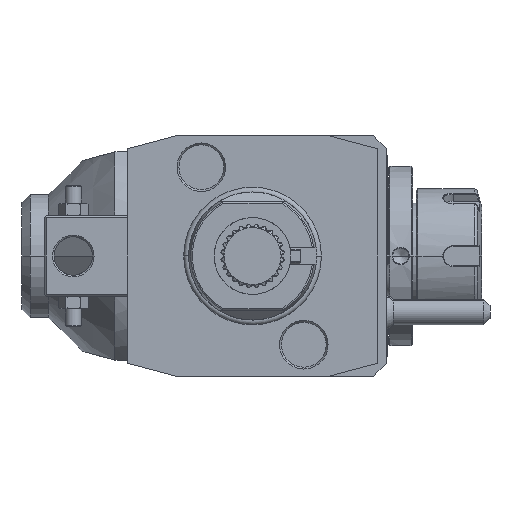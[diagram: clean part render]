
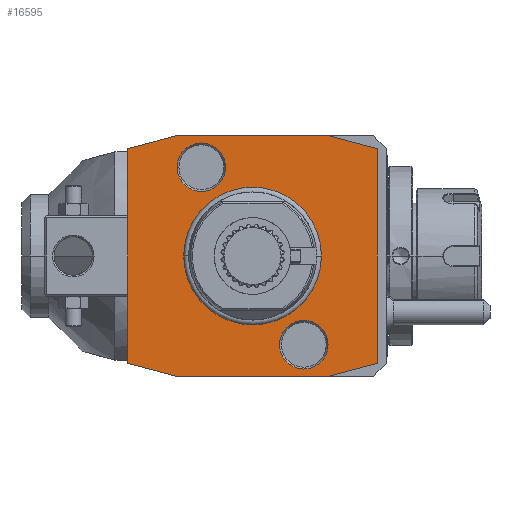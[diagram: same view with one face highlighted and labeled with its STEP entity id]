
A CAD part, front view. The second image highlights one B-rep face of the part: STEP entity #16595.
In plain terms, the highlighted planar face has unit normal (0, -1, 0).
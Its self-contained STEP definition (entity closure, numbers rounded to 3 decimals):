
#1=DIRECTION('',(0.966,0.,-0.259));
#2=VECTOR('',#1,15.529);
#3=CARTESIAN_POINT('',(-39.,0.,-33.481));
#4=LINE('',#3,#2);
#5=DIRECTION('',(0.,0.,-1.));
#6=VECTOR('',#5,66.962);
#7=CARTESIAN_POINT('',(-39.,0.,33.481));
#8=LINE('',#7,#6);
#9=DIRECTION('',(-0.966,0.,-0.259));
#10=VECTOR('',#9,15.529);
#11=CARTESIAN_POINT('',(-24.,0.,37.5));
#12=LINE('',#11,#10);
#13=DIRECTION('',(-1.,0.,0.));
#14=VECTOR('',#13,48.);
#15=CARTESIAN_POINT('',(24.,0.,37.5));
#16=LINE('',#15,#14);
#17=DIRECTION('',(-0.966,0.,0.259));
#18=VECTOR('',#17,15.529);
#19=CARTESIAN_POINT('',(39.,0.,33.481));
#20=LINE('',#19,#18);
#21=DIRECTION('',(0.,0.,1.));
#22=VECTOR('',#21,66.962);
#23=CARTESIAN_POINT('',(39.,0.,-33.481));
#24=LINE('',#23,#22);
#25=DIRECTION('',(0.966,0.,0.259));
#26=VECTOR('',#25,15.529);
#27=CARTESIAN_POINT('',(24.,0.,-37.5));
#28=LINE('',#27,#26);
#29=DIRECTION('',(1.,0.,0.));
#30=VECTOR('',#29,48.);
#31=CARTESIAN_POINT('',(-24.,0.,-37.5));
#32=LINE('',#31,#30);
#33=CARTESIAN_POINT('',(-16.,0.,27.713));
#34=DIRECTION('',(0.,1.,0.));
#35=DIRECTION('',(-1.,0.,0.));
#36=AXIS2_PLACEMENT_3D('',#33,#34,#35);
#38=CARTESIAN_POINT('',(-16.,0.,27.713));
#39=DIRECTION('',(0.,1.,0.));
#40=DIRECTION('',(1.,0.,0.));
#41=AXIS2_PLACEMENT_3D('',#38,#39,#40);
#43=CARTESIAN_POINT('',(16.,0.,-27.713));
#44=DIRECTION('',(0.,1.,0.));
#45=DIRECTION('',(-1.,0.,0.));
#46=AXIS2_PLACEMENT_3D('',#43,#44,#45);
#48=CARTESIAN_POINT('',(16.,0.,-27.713));
#49=DIRECTION('',(0.,1.,0.));
#50=DIRECTION('',(1.,0.,0.));
#51=AXIS2_PLACEMENT_3D('',#48,#49,#50);
#7331=CARTESIAN_POINT('',(0.,0.,0.));
#7332=DIRECTION('',(0.,1.,0.));
#7333=DIRECTION('',(-1.,0.,0.));
#7334=AXIS2_PLACEMENT_3D('',#7331,#7332,#7333);
#7336=CARTESIAN_POINT('',(0.,0.,0.));
#7337=DIRECTION('',(0.,1.,0.));
#7338=DIRECTION('',(1.,0.,0.));
#7339=AXIS2_PLACEMENT_3D('',#7336,#7337,#7338);
#15015=CARTESIAN_POINT('',(-23.577,0.,
27.713));
#15016=CARTESIAN_POINT('',(-8.423,0.,
27.713));
#15017=VERTEX_POINT('',#15015);
#15018=VERTEX_POINT('',#15016);
#15153=CARTESIAN_POINT('',(8.423,0.,
-27.713));
#15154=CARTESIAN_POINT('',(23.577,0.,
-27.713));
#15155=VERTEX_POINT('',#15153);
#15156=VERTEX_POINT('',#15154);
#16050=CARTESIAN_POINT('',(-39.,0.,-33.481));
#16051=CARTESIAN_POINT('',(-24.,0.,-37.5));
#16052=VERTEX_POINT('',#16050);
#16053=VERTEX_POINT('',#16051);
#16054=CARTESIAN_POINT('',(24.,0.,-37.5));
#16055=VERTEX_POINT('',#16054);
#16056=CARTESIAN_POINT('',(39.,0.,-33.481));
#16057=VERTEX_POINT('',#16056);
#16058=CARTESIAN_POINT('',(39.,0.,33.481));
#16059=VERTEX_POINT('',#16058);
#16060=CARTESIAN_POINT('',(24.,0.,37.5));
#16061=VERTEX_POINT('',#16060);
#16062=CARTESIAN_POINT('',(-24.,0.,37.5));
#16063=VERTEX_POINT('',#16062);
#16064=CARTESIAN_POINT('',(-39.,0.,33.481));
#16065=VERTEX_POINT('',#16064);
#16416=CARTESIAN_POINT('',(-21.137,0.,0.));
#16417=CARTESIAN_POINT('',(21.137,0.,0.));
#16418=VERTEX_POINT('',#16416);
#16419=VERTEX_POINT('',#16417);
#16554=CARTESIAN_POINT('',(0.,0.,0.));
#16555=DIRECTION('',(0.,-1.,0.));
#16556=DIRECTION('',(-1.,0.,0.));
#16557=AXIS2_PLACEMENT_3D('',#16554,#16555,#16556);
#16558=PLANE('',#16557);
#16560=ORIENTED_EDGE('',*,*,#16559,.F.);
#16562=ORIENTED_EDGE('',*,*,#16561,.F.);
#16564=ORIENTED_EDGE('',*,*,#16563,.F.);
#16566=ORIENTED_EDGE('',*,*,#16565,.F.);
#16568=ORIENTED_EDGE('',*,*,#16567,.F.);
#16570=ORIENTED_EDGE('',*,*,#16569,.F.);
#16572=ORIENTED_EDGE('',*,*,#16571,.F.);
#16574=ORIENTED_EDGE('',*,*,#16573,.F.);
#16575=EDGE_LOOP('',(#16560,#16562,#16564,#16566,#16568,#16570,#16572,#16574));
#16576=FACE_OUTER_BOUND('',#16575,.F.);
#16578=ORIENTED_EDGE('',*,*,#16577,.F.);
#16580=ORIENTED_EDGE('',*,*,#16579,.F.);
#16581=EDGE_LOOP('',(#16578,#16580));
#16582=FACE_BOUND('',#16581,.F.);
#16584=ORIENTED_EDGE('',*,*,#16583,.F.);
#16586=ORIENTED_EDGE('',*,*,#16585,.F.);
#16587=EDGE_LOOP('',(#16584,#16586));
#16588=FACE_BOUND('',#16587,.F.);
#16590=ORIENTED_EDGE('',*,*,#16589,.F.);
#16592=ORIENTED_EDGE('',*,*,#16591,.F.);
#16593=EDGE_LOOP('',(#16590,#16592));
#16594=FACE_BOUND('',#16593,.F.);
#37=CIRCLE('',#36,7.577);
#42=CIRCLE('',#41,7.577);
#47=CIRCLE('',#46,7.577);
#52=CIRCLE('',#51,7.577);
#7335=CIRCLE('',#7334,21.137);
#7340=CIRCLE('',#7339,21.137);
#16559=EDGE_CURVE('',#16052,#16053,#4,.T.);
#16561=EDGE_CURVE('',#16065,#16052,#8,.T.);
#16563=EDGE_CURVE('',#16063,#16065,#12,.T.);
#16565=EDGE_CURVE('',#16061,#16063,#16,.T.);
#16567=EDGE_CURVE('',#16059,#16061,#20,.T.);
#16569=EDGE_CURVE('',#16057,#16059,#24,.T.);
#16571=EDGE_CURVE('',#16055,#16057,#28,.T.);
#16573=EDGE_CURVE('',#16053,#16055,#32,.T.);
#16577=EDGE_CURVE('',#16418,#16419,#7335,.T.);
#16579=EDGE_CURVE('',#16419,#16418,#7340,.T.);
#16583=EDGE_CURVE('',#15017,#15018,#37,.T.);
#16585=EDGE_CURVE('',#15018,#15017,#42,.T.);
#16589=EDGE_CURVE('',#15155,#15156,#47,.T.);
#16591=EDGE_CURVE('',#15156,#15155,#52,.T.);
#16595=ADVANCED_FACE('',(#16576,#16582,#16588,#16594),#16558,.T.);
